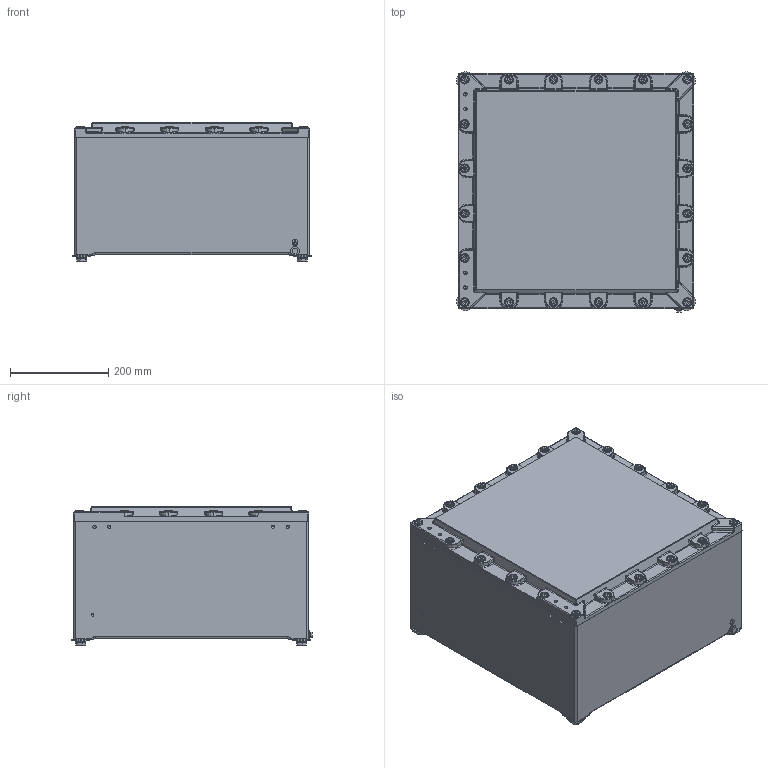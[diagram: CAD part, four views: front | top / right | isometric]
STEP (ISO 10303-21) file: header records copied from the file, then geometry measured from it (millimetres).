
FILE_DESCRIPTION (( 'STEP AP203' ), '1' );
FILE_NAME ('8264-_332-3__0-ap203.STEP', '2012-08-16T10:10:02', ( 'Admin' ), ( 'R. STAHL AG' ), 'SwSTEP 2.0', 'SolidWorks 2011', '' );
FILE_SCHEMA (( 'CONFIG_CONTROL_DESIGN' ));
Length unit declared in the file: millimetre
Products named in the file (14): 8264-_332-3__0-ap203; 506_712_0; 506_761_0; 500_635_0; 502_606_0_Standard M10 x 30; 506_228_0; 502_077_0; 506_886_0; 506_548_0; 502_812_0_Vereinfacht; 520_539_0; 82_649_03_55_0; 82_649_05_05_6_82_629_45_05_3; 82_649_63_04_6_82_649_63_04_3
Assembly tree (47 placements, depth 2):
  8264-_332-3__0-ap203
    502_606_0_Standard M10 x 30  x20
    506_761_0  x4
    502_812_0_Vereinfacht
    502_077_0  x4
    506_228_0  x4
    506_886_0
    520_539_0
    82_649_03_55_0
    506_712_0  x4
    500_635_0  x4
    506_548_0
    82_649_05_05_6_82_629_45_05_3
    82_649_63_04_6_82_649_63_04_3
Bounding box: 486.86 x 490.33 x 284.1 mm (x, y, z)
Volume: 18267693.5 mm3; surface area: 2359329.5 mm2
Topology: 47 solids, 47 shells, 2874 faces, 6620 edges, 3812 vertices
Faces by surface type: cylinder 1038, plane 801, bspline 409, torus 268, cone 252, sphere 106
Entity records: 81210 total; most frequent: CARTESIAN_POINT 33665, ORIENTED_EDGE 9798, DIRECTION 9266, EDGE_CURVE 4899, AXIS2_PLACEMENT_3D 3655, VERTEX_POINT 2873, EDGE_LOOP 2254, ADVANCED_FACE 2127
